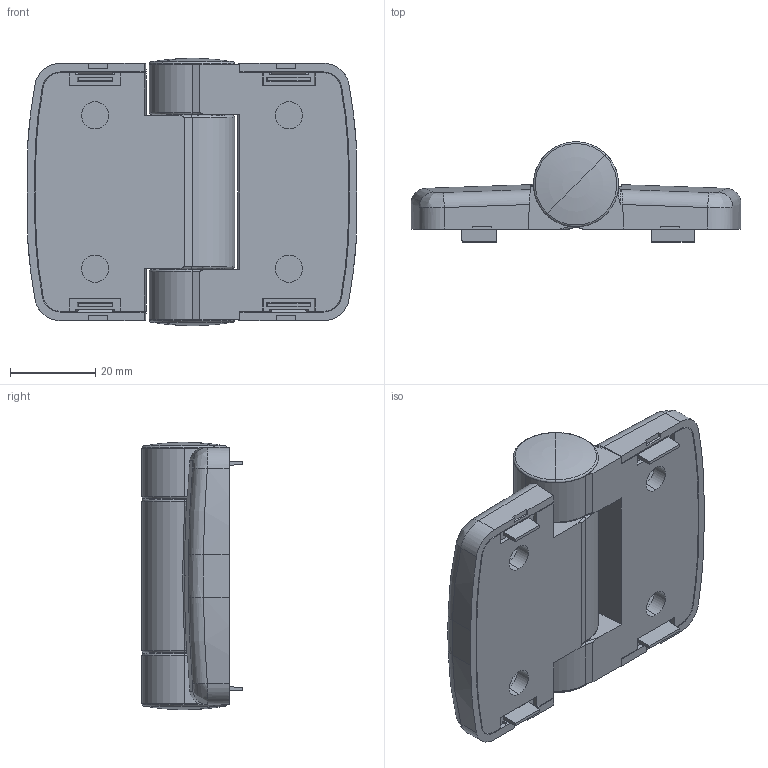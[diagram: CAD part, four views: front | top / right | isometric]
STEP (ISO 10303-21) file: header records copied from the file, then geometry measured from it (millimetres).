
FILE_DESCRIPTION (( 'STEP AP214' ), '1' );
FILE_NAME ('095sr4040a08.STEP', '2010-06-23T13:34:34', ( ' ' ), ( ' ' ), 'SwSTEP 2.0', 'SolidWorks 2010', '' );
FILE_SCHEMA (( 'AUTOMOTIVE_DESIGN' ));
Length unit declared in the file: millimetre
Products named in the file (5): 095sr30r04_095 sr 30 r04; 095sa40; 095sr4040a08; 095s40a00a_Sechskant - ohne Radius; 095s40a00i_095 s 40 a08 i
Assembly tree (6 placements, depth 2):
  095sr4040a08
    095sa40  x2
    095s40a00i_095 s 40 a08 i
    095sr30r04_095 sr 30 r04  x2
    095s40a00a_Sechskant - ohne Radius
Bounding box: 77.5 x 23.5 x 62.8 mm (x, y, z)
Volume: 40989.6 mm3; surface area: 28039.9 mm2
Topology: 6 solids, 6 shells, 481 faces, 1186 edges, 721 vertices
Faces by surface type: plane 199, cylinder 146, torus 91, bspline 23, cone 14, sphere 8
Entity records: 12224 total; most frequent: CARTESIAN_POINT 3601, DIRECTION 1782, ORIENTED_EDGE 1756, EDGE_CURVE 878, AXIS2_PLACEMENT_3D 633, VERTEX_POINT 543, VECTOR 516, LINE 516
